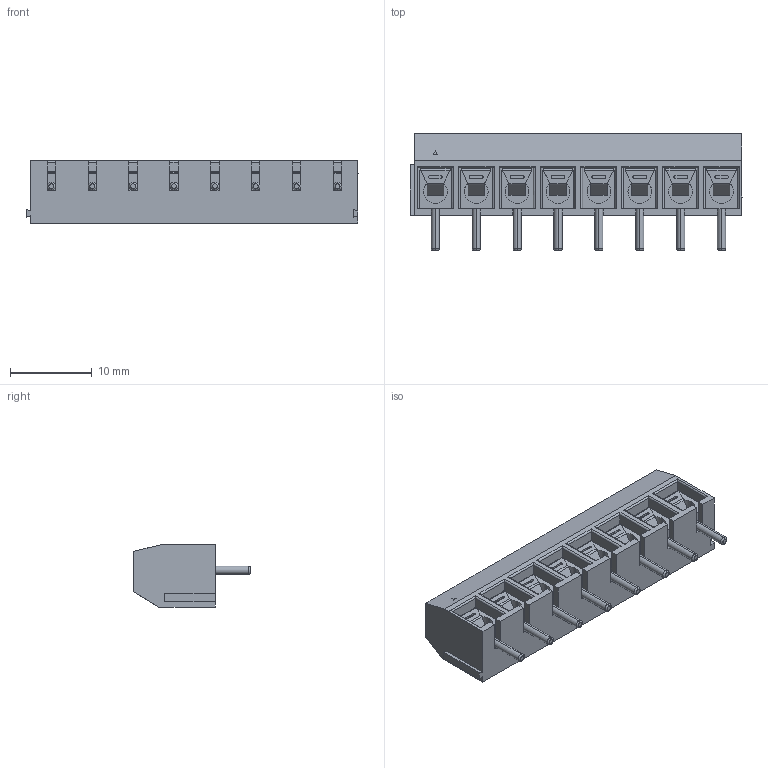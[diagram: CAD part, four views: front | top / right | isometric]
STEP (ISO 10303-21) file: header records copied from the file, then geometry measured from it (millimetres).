
FILE_DESCRIPTION (( 'STEP AP214' ), '1' );
FILE_NAME ('DG301-5.0-08P-12-00AH.STEP', '2021-01-20T21:48:46', ( '' ), ( '' ), 'SwSTEP 2.0', 'SolidWorks 2020', '' );
FILE_SCHEMA (( 'AUTOMOTIVE_DESIGN' ));
Length unit declared in the file: millimetre
Products named in the file (1): DG301-5.0-08P-12-00AH
Bounding box: 40.6 x 14.3 x 7.6 mm (x, y, z)
Volume: 2254.3 mm3; surface area: 3987.9 mm2
Topology: 1 solids, 1 shells, 866 faces, 2215 edges, 1426 vertices
Faces by surface type: plane 473, cylinder 160, bspline 145, torus 72, cone 16
Entity records: 40649 total; most frequent: CARTESIAN_POINT 13597, ORIENTED_EDGE 4430, DIRECTION 3721, EDGE_CURVE 2215, VERTEX_POINT 1426, VECTOR 1381, LINE 1381, AXIS2_PLACEMENT_3D 1170
